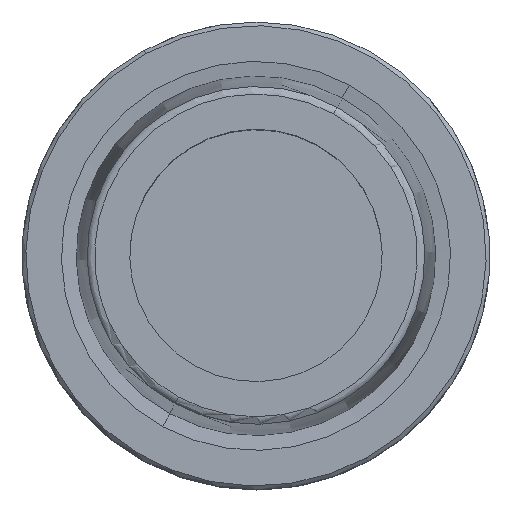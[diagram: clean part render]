
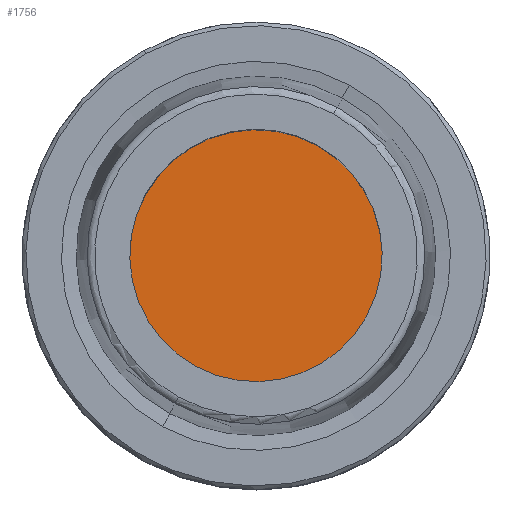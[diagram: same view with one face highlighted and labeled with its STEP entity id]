
A CAD part, top view. The second image highlights one B-rep face of the part: STEP entity #1756.
In plain terms, the highlighted planar face has unit normal (0, 0, 1).
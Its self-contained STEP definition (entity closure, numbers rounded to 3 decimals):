
#1736=AXIS2_PLACEMENT_3D('Plane Axis2P3D',#1733,#1734,#1735) ;
#1740=AXIS2_PLACEMENT_3D('Circle Axis2P3D',#1738,#1739,$) ;
#1749=AXIS2_PLACEMENT_3D('Circle Axis2P3D',#1747,#1748,$) ;
#1733=CARTESIAN_POINT('Axis2P3D Location',(0.,0.,-10.)) ;
#1738=CARTESIAN_POINT('Axis2P3D Location',(0.,0.,-10.)) ;
#1742=CARTESIAN_POINT('Vertex',(-8.15,-14.919,-10.)) ;
#1744=CARTESIAN_POINT('Vertex',(8.15,14.919,-10.)) ;
#1747=CARTESIAN_POINT('Axis2P3D Location',(0.,0.,-10.)) ;
#1734=DIRECTION('Axis2P3D Direction',(0.,0.,1.)) ;
#1735=DIRECTION('Axis2P3D XDirection',(1.,0.,0.)) ;
#1739=DIRECTION('Axis2P3D Direction',(0.,0.,1.)) ;
#1748=DIRECTION('Axis2P3D Direction',(0.,0.,1.)) ;
#1753=ORIENTED_EDGE('',*,*,#1746,.T.) ;
#1754=ORIENTED_EDGE('',*,*,#1751,.T.) ;
#1756=ADVANCED_FACE('NOCUT',(#1755),#1737,.T.) ;
#1741=CIRCLE('generated circle',#1740,17.) ;
#1750=CIRCLE('generated circle',#1749,17.) ;
#1746=EDGE_CURVE('',#1743,#1745,#1741,.T.) ;
#1751=EDGE_CURVE('',#1745,#1743,#1750,.T.) ;
#1752=EDGE_LOOP('',(#1753,#1754)) ;
#1755=FACE_OUTER_BOUND('',#1752,.T.) ;
#1737=PLANE('',#1736) ;
#1743=VERTEX_POINT('',#1742) ;
#1745=VERTEX_POINT('',#1744) ;
